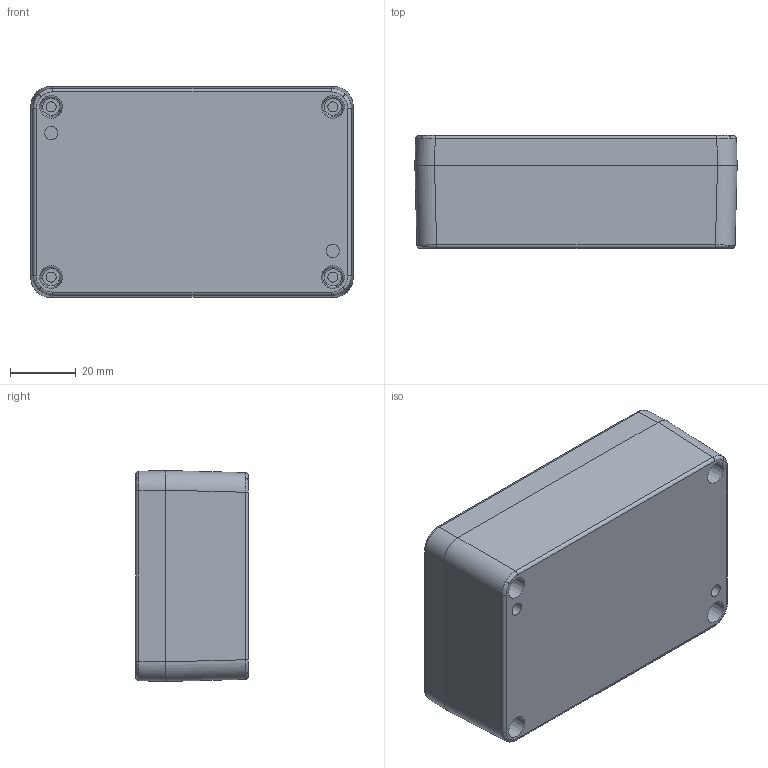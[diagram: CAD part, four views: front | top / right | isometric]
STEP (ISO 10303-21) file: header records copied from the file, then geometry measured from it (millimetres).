
FILE_DESCRIPTION (( 'STEP AP214' ), '1' );
FILE_NAME ('1550Z103-1590Z062.STEP', '2020-10-15T18:37:47', ( '' ), ( '' ), 'SwSTEP 2.0', 'SolidWorks 2019', '' );
FILE_SCHEMA (( 'AUTOMOTIVE_DESIGN' ));
Length unit declared in the file: inch
Products named in the file (1): 1550Z103-1590Z062
Bounding box: 98.4 x 34.4 x 64.4 mm (x, y, z)
Volume: 74940.4 mm3; surface area: 52553.6 mm2
Topology: 7 solids, 7 shells, 1535 faces, 3954 edges, 2509 vertices
Faces by surface type: bspline 656, plane 401, cone 254, cylinder 224
Full cylindrical faces by diameter (mm): 3.3 x4, 3.9 x60, 7.6 x4
Entity records: 93754 total; most frequent: CARTESIAN_POINT 43597, ORIENTED_EDGE 6998, DIRECTION 4374, EDGE_CURVE 3499, VERTEX_POINT 2316, EDGE_LOOP 1895, FACE_OUTER_BOUND 1617, AXIS2_PLACEMENT_3D 1602
